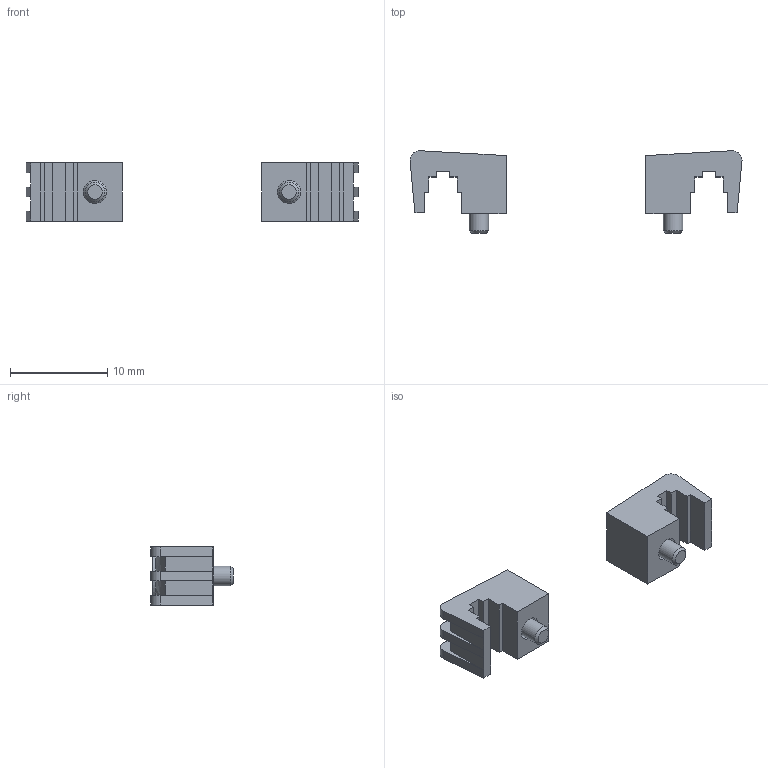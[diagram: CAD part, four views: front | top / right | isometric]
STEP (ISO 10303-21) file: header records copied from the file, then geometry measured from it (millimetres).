
FILE_DESCRIPTION(/* description */ ('STEP AP214'),/* implementation_level */ '2;1');
FILE_NAME(/* name */ '550661_SL-DSM-B',/* time_stamp */ '2024-09-10T10:48:20+02:00',/* author */ ('License CC BY-ND 4.0'),/* organization */ ('CADENAS'),/* preprocessor_version */ 'ST-DEVELOPER v19.3',/* originating_system */ 'PARTsolutions',/* authorisation */ ' ');
FILE_SCHEMA (('AUTOMOTIVE_DESIGN {1 0 10303 214 3 1 1}'));
Length unit declared in the file: millimetre
Products named in the file (3): 550661 SL-DSM-B; 550661 SL-DSM-B_H; Countersunk screw with slot DIN 963 - M2x8
Assembly tree (4 placements, depth 2):
  550661 SL-DSM-B
    550661 SL-DSM-B_H  x2
    Countersunk screw with slot DIN 963 - M2x8  x2
Bounding box: 34.2 x 8.5 x 6 mm (x, y, z)
Volume: 512.5 mm3; surface area: 915.7 mm2
Topology: 4 solids, 4 shells, 100 faces, 256 edges, 164 vertices
Faces by surface type: plane 64, cylinder 26, cone 8, torus 2
Full cylindrical faces by diameter (mm): 1.523 x2, 2 x2, 2.4 x2, 4.6 x2
Entity records: 1538 total; most frequent: CARTESIAN_POINT 270, DIRECTION 249, ORIENTED_EDGE 234, EDGE_CURVE 117, LINE 83, VECTOR 83, AXIS2_PLACEMENT_3D 83, VERTEX_POINT 80
